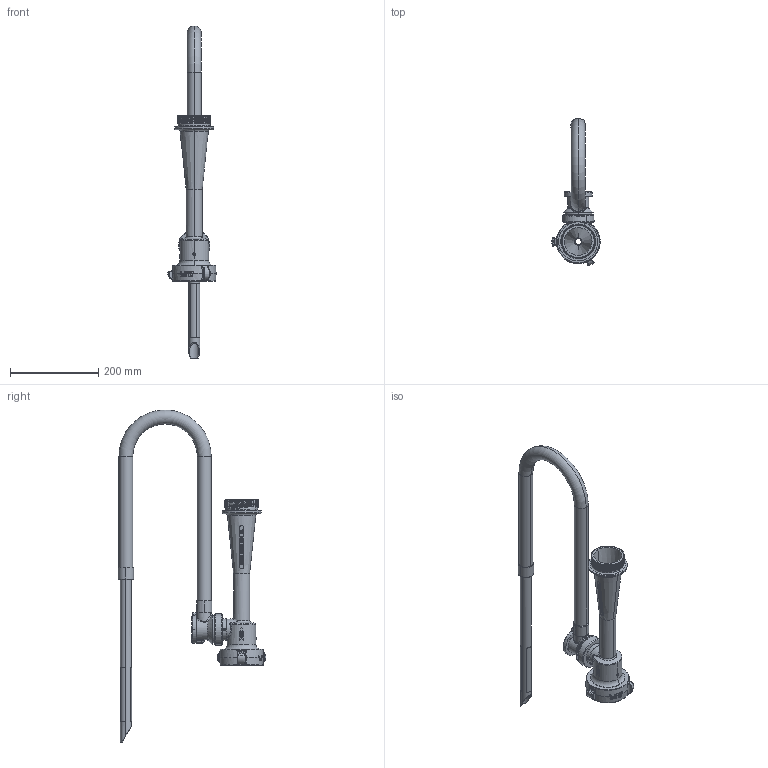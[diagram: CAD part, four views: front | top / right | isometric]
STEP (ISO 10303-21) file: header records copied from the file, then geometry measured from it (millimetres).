
FILE_DESCRIPTION((''),'2;1');
FILE_NAME('21200001_12','2018-05-15T',('sobrien2'),(''),'CREO PARAMETRIC BY PTC INC, 2015290','CREO PARAMETRIC BY PTC INC, 2015290','');
FILE_SCHEMA(('CONFIG_CONTROL_DESIGN'));
Length unit declared in the file: inch
Products named in the file (1): 21200001_12
Bounding box: 109.3 x 335.15 x 754.06 mm (x, y, z)
Surface area: 423728.6 mm2 (no closed solid volume)
Topology: 0 solids, 91 shells, 406 faces, 3149 edges, 2805 vertices
Faces by surface type: cylinder 140, plane 98, bspline 64, cone 60, torus 39, sphere 5
Entity records: 43212 total; most frequent: CARTESIAN_POINT 22383, ORIENTED_EDGE 3788, DIRECTION 3478, EDGE_CURVE 3141, VERTEX_POINT 2805, VECTOR 1764, LINE 1764, B_SPLINE_CURVE_WITH_KNOTS 862
